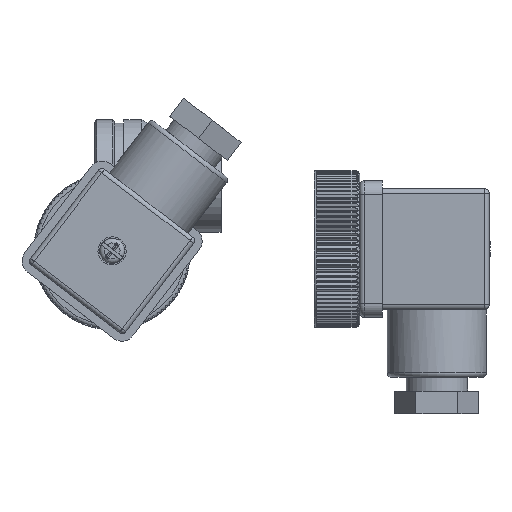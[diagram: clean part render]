
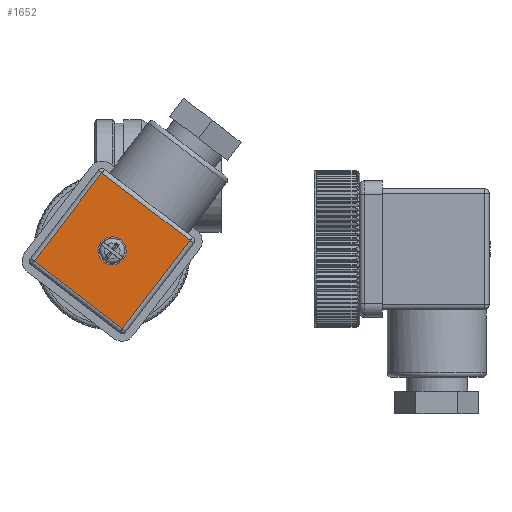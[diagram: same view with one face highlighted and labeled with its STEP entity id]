
A CAD part, top view. The second image highlights one B-rep face of the part: STEP entity #1652.
In plain terms, the highlighted face is planar.
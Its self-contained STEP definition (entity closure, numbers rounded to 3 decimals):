
#1652 = ADVANCED_FACE( '', ( #3402, #3403 ), #3404, .T. );
#3402 = FACE_BOUND( '', #5193, .T. );
#3403 = FACE_OUTER_BOUND( '', #5194, .T. );
#3404 = PLANE( '', #5195 );
#5193 = EDGE_LOOP( '', ( #10053 ) );
#5194 = EDGE_LOOP( '', ( #10054, #10055, #10056, #10057 ) );
#5195 = AXIS2_PLACEMENT_3D( '', #10058, #10059, #10060 );
#10053 = ORIENTED_EDGE( '', *, *, #11255, .T. );
#10054 = ORIENTED_EDGE( '', *, *, #11805, .T. );
#10055 = ORIENTED_EDGE( '', *, *, #11531, .T. );
#10056 = ORIENTED_EDGE( '', *, *, #11904, .T. );
#10057 = ORIENTED_EDGE( '', *, *, #10951, .T. );
#10058 = CARTESIAN_POINT( '', ( 80.3, -13.25, 13.25 ) );
#10059 = DIRECTION( '', ( 1., 0., 0. ) );
#10060 = DIRECTION( '', ( 0., -1., 0. ) );
#10951 = EDGE_CURVE( '', #13401, #13399, #13402, .T. );
#11255 = EDGE_CURVE( '', #13918, #13918, #13919, .T. );
#11531 = EDGE_CURVE( '', #14033, #14039, #14283, .T. );
#11805 = EDGE_CURVE( '', #13399, #14033, #14628, .T. );
#11904 = EDGE_CURVE( '', #14039, #13401, #14740, .T. );
#13399 = VERTEX_POINT( '', #17141 );
#13401 = VERTEX_POINT( '', #17143 );
#13402 = LINE( '', #17144, #17145 );
#13918 = VERTEX_POINT( '', #17798 );
#13919 = CIRCLE( '', #17799, 3.1 );
#14033 = VERTEX_POINT( '', #18004 );
#14039 = VERTEX_POINT( '', #18010 );
#14283 = LINE( '', #18487, #18488 );
#14628 = LINE( '', #19470, #19471 );
#14740 = LINE( '', #19624, #19625 );
#17141 = CARTESIAN_POINT( '', ( 80.3, -12.25, -12.25 ) );
#17143 = CARTESIAN_POINT( '', ( 80.3, -12.25, 12.25 ) );
#17144 = CARTESIAN_POINT( '', ( 80.3, -12.25, 13.25 ) );
#17145 = VECTOR( '', #20661, 1000. );
#17798 = CARTESIAN_POINT( '', ( 80.3, 3.1, 0. ) );
#17799 = AXIS2_PLACEMENT_3D( '', #21278, #21279, #21280 );
#18004 = CARTESIAN_POINT( '', ( 80.3, 12.25, -12.25 ) );
#18010 = CARTESIAN_POINT( '', ( 80.3, 12.25, 12.25 ) );
#18487 = CARTESIAN_POINT( '', ( 80.3, 12.25, 13.25 ) );
#18488 = VECTOR( '', #21506, 1000. );
#19470 = CARTESIAN_POINT( '', ( 80.3, -13.25, -12.25 ) );
#19471 = VECTOR( '', #21669, 1000. );
#19624 = CARTESIAN_POINT( '', ( 80.3, -13.25, 12.25 ) );
#19625 = VECTOR( '', #21738, 1000. );
#20661 = DIRECTION( '', ( 0., 0., -1. ) );
#21278 = CARTESIAN_POINT( '', ( 80.3, 0., 0. ) );
#21279 = DIRECTION( '', ( -1., 0., 0. ) );
#21280 = DIRECTION( '', ( 0., 1., 0. ) );
#21506 = DIRECTION( '', ( 0., 0., 1. ) );
#21669 = DIRECTION( '', ( 0., 1., 0. ) );
#21738 = DIRECTION( '', ( 0., -1., 0. ) );
